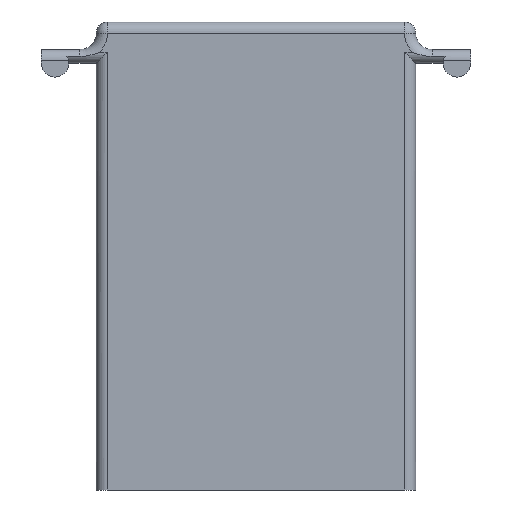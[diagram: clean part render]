
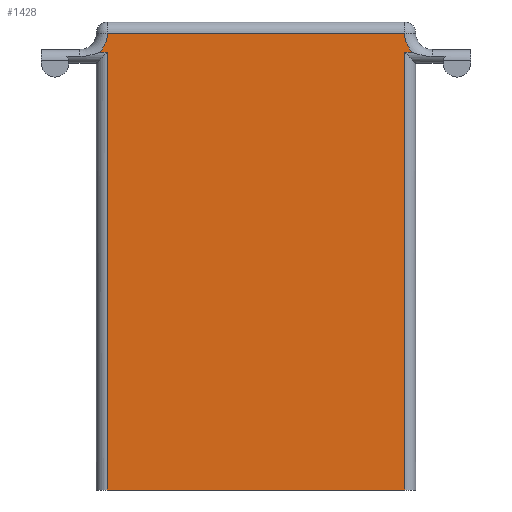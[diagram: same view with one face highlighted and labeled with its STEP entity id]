
A CAD part, front view. The second image highlights one B-rep face of the part: STEP entity #1428.
In plain terms, the highlighted planar face has unit normal (0, -1, 0).
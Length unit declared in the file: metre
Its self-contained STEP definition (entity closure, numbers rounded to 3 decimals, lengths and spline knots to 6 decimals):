
#119=CIRCLE('',#1548,0.005);
#120=CIRCLE('',#1549,0.005);
#229=ORIENTED_EDGE('',*,*,#645,.T.);
#230=ORIENTED_EDGE('',*,*,#646,.T.);
#231=ORIENTED_EDGE('',*,*,#647,.T.);
#232=ORIENTED_EDGE('',*,*,#648,.T.);
#233=ORIENTED_EDGE('',*,*,#649,.T.);
#234=ORIENTED_EDGE('',*,*,#650,.T.);
#235=ORIENTED_EDGE('',*,*,#651,.T.);
#236=ORIENTED_EDGE('',*,*,#652,.T.);
#645=EDGE_CURVE('',#851,#852,#974,.F.);
#646=EDGE_CURVE('',#852,#853,#119,.F.);
#647=EDGE_CURVE('',#853,#854,#975,.F.);
#648=EDGE_CURVE('',#854,#855,#120,.F.);
#649=EDGE_CURVE('',#855,#856,#976,.T.);
#650=EDGE_CURVE('',#856,#857,#977,.F.);
#651=EDGE_CURVE('',#857,#858,#978,.T.);
#652=EDGE_CURVE('',#858,#851,#979,.T.);
#851=VERTEX_POINT('',#2252);
#852=VERTEX_POINT('',#2253);
#853=VERTEX_POINT('',#2255);
#854=VERTEX_POINT('',#2257);
#855=VERTEX_POINT('',#2259);
#856=VERTEX_POINT('',#2261);
#857=VERTEX_POINT('',#2263);
#858=VERTEX_POINT('',#2265);
#974=LINE('',#2251,#1078);
#975=LINE('',#2256,#1079);
#976=LINE('',#2260,#1080);
#977=LINE('',#2262,#1081);
#978=LINE('',#2264,#1082);
#979=LINE('',#2266,#1083);
#1078=VECTOR('',#1776,1.);
#1079=VECTOR('',#1779,1.);
#1080=VECTOR('',#1782,1.);
#1081=VECTOR('',#1783,1.);
#1082=VECTOR('',#1784,1.);
#1083=VECTOR('',#1785,1.);
#1169=EDGE_LOOP('',(#229,#230,#231,#232,#233,#234,#235,#236));
#1281=FACE_BOUND('',#1169,.T.);
#1388=PLANE('',#1547);
#1428=ADVANCED_FACE('',(#1281),#1388,.T.);
#1547=AXIS2_PLACEMENT_3D('',#2250,#1774,#1775);
#1548=AXIS2_PLACEMENT_3D('',#2254,#1777,#1778);
#1549=AXIS2_PLACEMENT_3D('',#2258,#1780,#1781);
#1774=DIRECTION('',(0.,-1.,0.));
#1775=DIRECTION('',(1.,0.,0.));
#1776=DIRECTION('',(-1.,0.,0.));
#1777=DIRECTION('',(0.,-1.,0.));
#1778=DIRECTION('',(0.,0.,-1.));
#1779=DIRECTION('',(1.,0.,0.));
#1780=DIRECTION('',(0.,-1.,0.));
#1781=DIRECTION('',(0.,0.,-1.));
#1782=DIRECTION('',(1.,0.,0.));
#1783=DIRECTION('',(0.,0.,1.));
#1784=DIRECTION('',(1.,0.,0.));
#1785=DIRECTION('',(0.,0.,1.));
#2250=CARTESIAN_POINT('',(0.005,-0.028,0.0375));
#2251=CARTESIAN_POINT('',(0.034,-0.028,0.0745));
#2252=CARTESIAN_POINT('',(0.027,-0.028,0.0745));
#2253=CARTESIAN_POINT('',(0.028429,-0.028,0.0745));
#2254=CARTESIAN_POINT('',(0.032,-0.028,0.078));
#2255=CARTESIAN_POINT('',(0.027,-0.028,0.078));
#2256=CARTESIAN_POINT('',(0.005,-0.028,0.078));
#2257=CARTESIAN_POINT('',(-0.027,-0.028,0.078));
#2258=CARTESIAN_POINT('',(-0.032,-0.028,0.078));
#2259=CARTESIAN_POINT('',(-0.028429,-0.028,0.0745));
#2260=CARTESIAN_POINT('',(-0.029,-0.028,0.0745));
#2261=CARTESIAN_POINT('',(-0.027,-0.028,0.0745));
#2262=CARTESIAN_POINT('',(-0.027,-0.028,-0.005));
#2263=CARTESIAN_POINT('',(-0.027,-0.028,-0.005));
#2264=CARTESIAN_POINT('',(0.,-0.028,-0.005));
#2265=CARTESIAN_POINT('',(0.027,-0.028,-0.005));
#2266=CARTESIAN_POINT('',(0.027,-0.028,0.0375));
